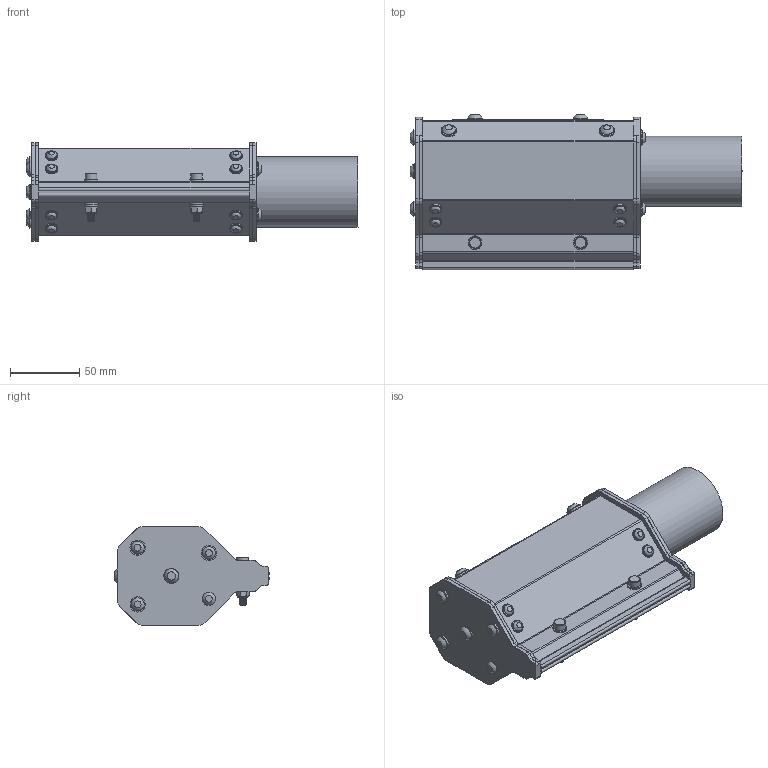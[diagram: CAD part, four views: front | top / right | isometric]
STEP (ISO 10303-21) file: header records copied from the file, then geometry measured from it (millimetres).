
FILE_DESCRIPTION(/* description */ (''),/* implementation_level */ '2;1');
FILE_NAME(/* name */ 'KA2030906 AIR KNIFE, .125 X 06 DUMMY.stp',/* time_stamp */ '2018-02-20T14:40:53-05:00',/* author */ ('James'),/* organization */ (''),/* preprocessor_version */ 'ST-DEVELOPER v16.5',/* originating_system */ 'Autodesk Inventor 2017',/* authorisation */ '');
FILE_SCHEMA (('AUTOMOTIVE_DESIGN { 1 0 10303 214 3 1 1 }'));
Length unit declared in the file: inch
Products named in the file (1): KA2030906 AIR KNIFE, .125 X 06 DUMMY
Bounding box: 239.92 x 112.09 x 71.17 mm (x, y, z)
Volume: 927368.5 mm3; surface area: 76560.1 mm2
Topology: 1 solids, 1 shells, 355 faces, 818 edges, 548 vertices
Faces by surface type: plane 164, cylinder 130, cone 30, sphere 23, bspline 6, torus 2
Full cylindrical faces by diameter (mm): 7.6 x8, 8.5 x2, 9 x8, 9.5 x12, 10 x4, 10.135 x2, 10.5 x3, 11 x14, 50.8 x1
Entity records: 17440 total; most frequent: CARTESIAN_POINT 9370, DIRECTION 1686, ORIENTED_EDGE 1454, EDGE_CURVE 727, AXIS2_PLACEMENT_3D 681, VERTEX_POINT 519, EDGE_LOOP 500, FACE_OUTER_BOUND 355
